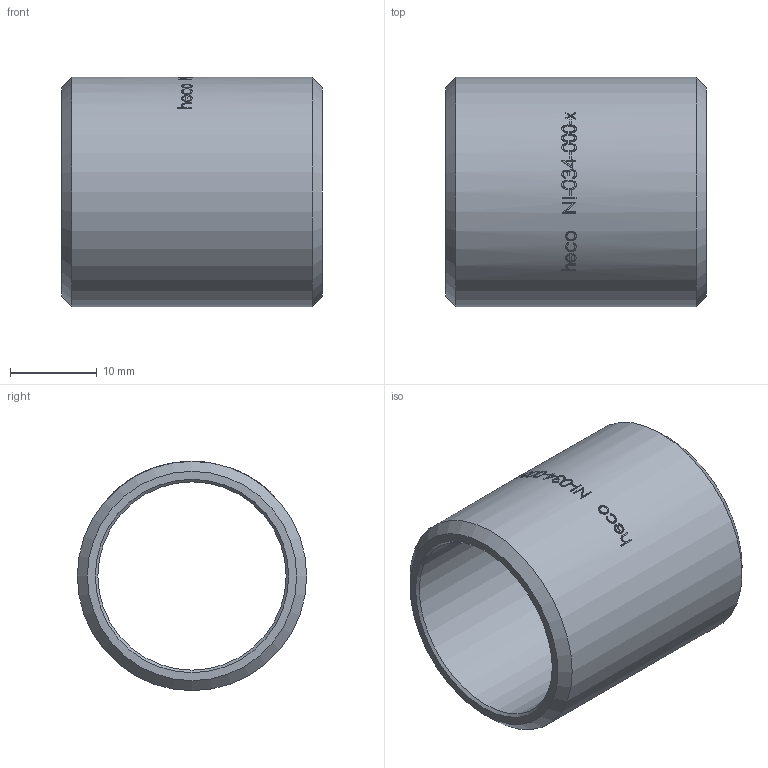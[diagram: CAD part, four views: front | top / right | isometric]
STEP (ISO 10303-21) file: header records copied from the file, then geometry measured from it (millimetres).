
FILE_DESCRIPTION (( 'STEP AP214' ), '1' );
FILE_NAME ('NI-034-000-x Rohrnippel heco 1805.STEP', '2019-11-11T08:26:45', ( '' ), ( '' ), 'SwSTEP 2.0', 'SolidWorks 2016', '' );
FILE_SCHEMA (( 'AUTOMOTIVE_DESIGN' ));
Length unit declared in the file: millimetre
Products named in the file (1): NI-034-000-x Rohrnippel heco 1805
Bounding box: 30 x 26.44 x 26.44 mm (x, y, z)
Volume: 5261.7 mm3; surface area: 4759 mm2
Topology: 1 solids, 1 shells, 183 faces, 474 edges, 315 vertices
Faces by surface type: bspline 100, plane 54, cylinder 25, cone 4
Full cylindrical faces by diameter (mm): 21.7 x1, 26.44 x1
Entity records: 17016 total; most frequent: CARTESIAN_POINT 11530, ORIENTED_EDGE 928, EDGE_CURVE 464, DIRECTION 383, B_SPLINE_CURVE_WITH_KNOTS 315, VERTEX_POINT 312, EDGE_LOOP 214, FACE_OUTER_BOUND 185
